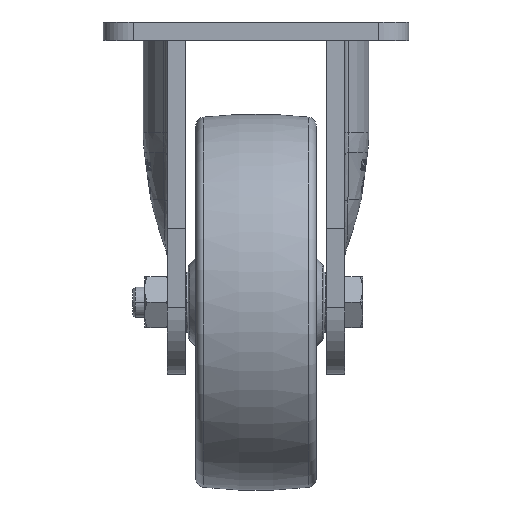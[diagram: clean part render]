
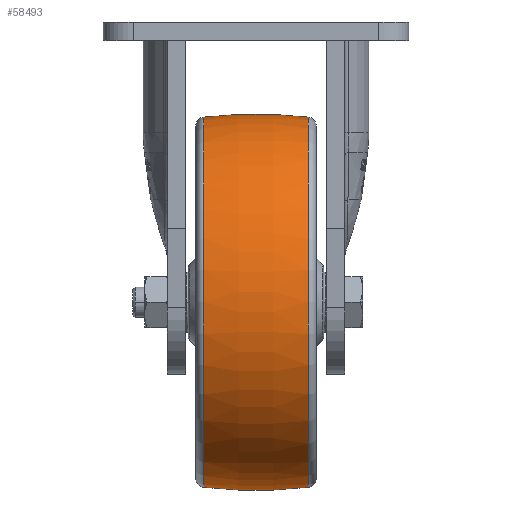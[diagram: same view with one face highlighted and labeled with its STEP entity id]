
A CAD part, top view. The second image highlights one B-rep face of the part: STEP entity #58493.
In plain terms, the highlighted toroidal (fillet/blend) face has major radius 87.5 mm and minor radius 150 mm.
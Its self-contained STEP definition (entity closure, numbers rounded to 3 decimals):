
#5999 = CARTESIAN_POINT ( 'NONE',  ( -17.347, 0., 61.494 ) ) ;
#6015 = CARTESIAN_POINT ( 'NONE',  ( -17.347, 0., -61.494 ) ) ;
#6029 = CARTESIAN_POINT ( 'NONE',  ( 17.347, 0., 61.494 ) ) ;
#6105 = CARTESIAN_POINT ( 'NONE',  ( 17.347, 0., -61.494 ) ) ;
#30909 = FACE_OUTER_BOUND ( 'NONE', #71427, .T. ) ;
#30960 = TOROIDAL_SURFACE ( 'NONE', #60597, -87.5, 150. ) ;
#31835 = CARTESIAN_POINT ( 'NONE',  ( 0., 0., -87.5 ) ) ;
#31839 = DIRECTION ( 'NONE',  ( 0., -1., 0. ) ) ;
#31841 = DIRECTION ( 'NONE',  ( 0., 0., -1. ) ) ;
#31855 = CARTESIAN_POINT ( 'NONE',  ( 0., 0., 87.5 ) ) ;
#31869 = DIRECTION ( 'NONE',  ( 0., 1., 0. ) ) ;
#31871 = DIRECTION ( 'NONE',  ( 0., 0., 1. ) ) ;
#35458 = DIRECTION ( 'NONE',  ( -1., 0., 0. ) ) ;
#35461 = CARTESIAN_POINT ( 'NONE',  ( 0., 0., 0. ) ) ;
#35475 = DIRECTION ( 'NONE',  ( 0., 0., 1. ) ) ;
#40709 = CARTESIAN_POINT ( 'NONE',  ( -17.347, 0., 0. ) ) ;
#40710 = DIRECTION ( 'NONE',  ( -1., 0., 0. ) ) ;
#40711 = DIRECTION ( 'NONE',  ( 0., 0., 1. ) ) ;
#40718 = CARTESIAN_POINT ( 'NONE',  ( 17.347, 0., 0. ) ) ;
#40721 = DIRECTION ( 'NONE',  ( -1., 0., 0. ) ) ;
#40722 = DIRECTION ( 'NONE',  ( 0., 0., 1. ) ) ;
#41912 = CIRCLE ( 'NONE', #60018, 61.494 ) ;
#41925 = CIRCLE ( 'NONE', #60024, 61.494 ) ;
#42535 = CIRCLE ( 'NONE', #60116, 150. ) ;
#42553 = CIRCLE ( 'NONE', #60136, 150. ) ;
#53563 = EDGE_CURVE ( 'NONE', #75265, #75249, #41912, .T. ) ;
#53572 = EDGE_CURVE ( 'NONE', #75355, #75279, #41925, .T. ) ;
#54179 = EDGE_CURVE ( 'NONE', #75279, #75249, #42535, .T. ) ;
#54191 = EDGE_CURVE ( 'NONE', #75355, #75265, #42553, .T. ) ;
#58493 = ADVANCED_FACE ( 'NONE', ( #30909 ), #30960, .T. ) ;
#60018 = AXIS2_PLACEMENT_3D ( 'NONE', #40709, #40710, #40711 ) ;
#60024 = AXIS2_PLACEMENT_3D ( 'NONE', #40718, #40721, #40722 ) ;
#60116 = AXIS2_PLACEMENT_3D ( 'NONE', #31835, #31839, #31841 ) ;
#60136 = AXIS2_PLACEMENT_3D ( 'NONE', #31855, #31869, #31871 ) ;
#60597 = AXIS2_PLACEMENT_3D ( 'NONE', #35461, #35458, #35475 ) ;
#69346 = ORIENTED_EDGE ( 'NONE', *, *, #53563, .F. ) ;
#69404 = ORIENTED_EDGE ( 'NONE', *, *, #54191, .F. ) ;
#69464 = ORIENTED_EDGE ( 'NONE', *, *, #54179, .T. ) ;
#69523 = ORIENTED_EDGE ( 'NONE', *, *, #53572, .T. ) ;
#71427 = EDGE_LOOP ( 'NONE', ( #69404, #69523, #69464, #69346 ) ) ;
#75249 = VERTEX_POINT ( 'NONE', #5999 ) ;
#75265 = VERTEX_POINT ( 'NONE', #6015 ) ;
#75279 = VERTEX_POINT ( 'NONE', #6029 ) ;
#75355 = VERTEX_POINT ( 'NONE', #6105 ) ;
